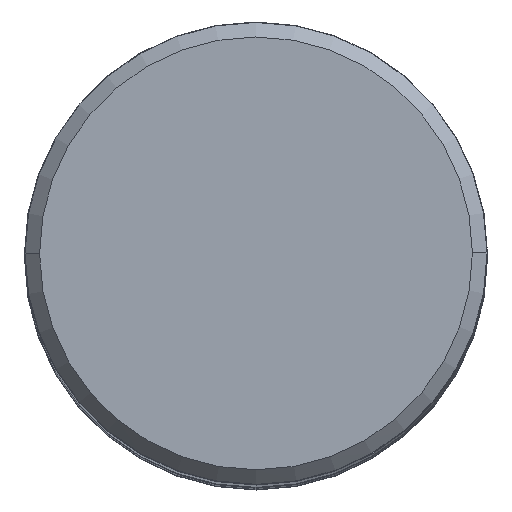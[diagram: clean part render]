
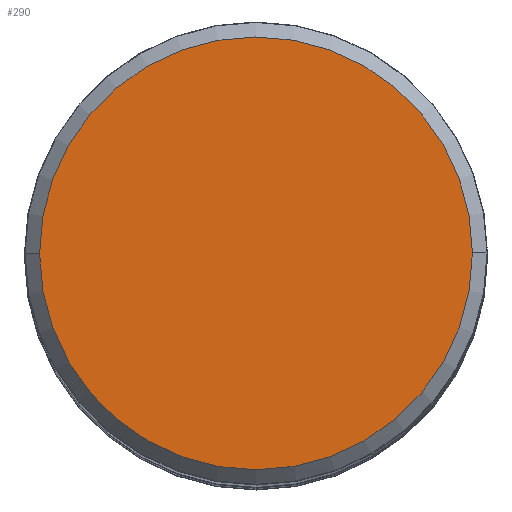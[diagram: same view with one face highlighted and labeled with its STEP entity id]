
A CAD part, top view. The second image highlights one B-rep face of the part: STEP entity #290.
In plain terms, the highlighted planar face has unit normal (0, 0, 1).
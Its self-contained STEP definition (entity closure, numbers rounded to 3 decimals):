
#55=PLANE('',#2509);
#290=ADVANCED_FACE('',(#464),#55,.F.);
#464=FACE_OUTER_BOUND('',#598,.T.);
#598=EDGE_LOOP('',(#1126,#1127));
#1126=ORIENTED_EDGE('',*,*,#1558,.F.);
#1127=ORIENTED_EDGE('',*,*,#1559,.F.);
#1289=VERTEX_POINT('',#4846);
#1290=VERTEX_POINT('',#4848);
#1558=EDGE_CURVE('',#1290,#1289,#1871,.T.);
#1559=EDGE_CURVE('',#1289,#1290,#1872,.T.);
#1871=CIRCLE('',#2506,14.84);
#1872=CIRCLE('',#2508,14.84);
#2506=AXIS2_PLACEMENT_3D('',#4849,#3184,#3185);
#2508=AXIS2_PLACEMENT_3D('',#4851,#3188,#3189);
#2509=AXIS2_PLACEMENT_3D('',#4852,#3190,#3191);
#3184=DIRECTION('',(0.,0.,-1.));
#3185=DIRECTION('',(-1.,-0.002,0.));
#3188=DIRECTION('',(0.,0.,-1.));
#3189=DIRECTION('',(1.,0.002,0.));
#3190=DIRECTION('',(0.,0.,-1.));
#3191=DIRECTION('',(-1.,-0.002,0.));
#4846=CARTESIAN_POINT('',(14.84,0.032,0.));
#4848=CARTESIAN_POINT('',(-14.84,-0.032,0.));
#4849=CARTESIAN_POINT('',(0.,0.,0.));
#4851=CARTESIAN_POINT('',(0.,0.,0.));
#4852=CARTESIAN_POINT('',(0.,0.,0.));
